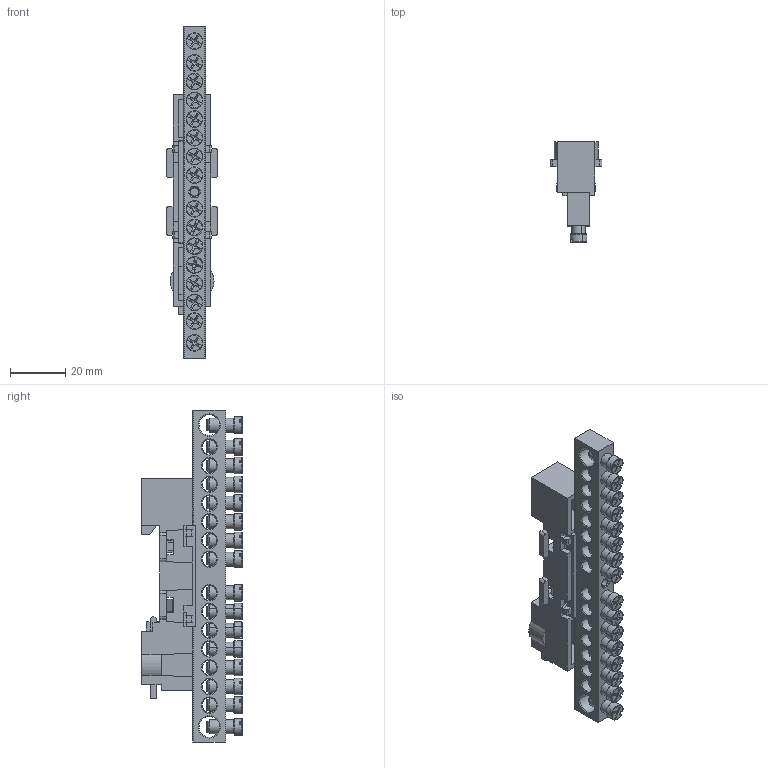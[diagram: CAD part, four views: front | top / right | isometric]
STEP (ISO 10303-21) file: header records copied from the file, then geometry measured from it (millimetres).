
FILE_DESCRIPTION (( 'STEP AP214' ), '1' );
FILE_NAME ('KSN-8 8õ12-16.STEP', '2023-11-22T08:33:15', ( '' ), ( '' ), 'SwSTEP 2.0', 'SolidWorks 2022', '' );
FILE_SCHEMA (( 'AUTOMOTIVE_DESIGN' ));
Length unit declared in the file: millimetre
Products named in the file (8): Подставка универсалM1_Каталог_2016_100А; KSN-8 8х12-16; Винт М5х10_20140212; UHBT-4-8x12.16.01; защелка UH_каталог; UHBT-4-8x12.16.00; SHBT-01 02 8х12; Винт М4х8
Assembly tree (22 placements, depth 3):
  KSN-8 8х12-16
    Подставка универсалM1_Каталог_2016_100А
    защелка UH_каталог
    SHBT-01 02 8х12
    Винт М4х8
    UHBT-4-8x12.16.00
      UHBT-4-8x12.16.01
      Винт М5х10_20140212  x16
Bounding box: 18.8 x 36.6 x 120.6 mm (x, y, z)
Volume: 20520.5 mm3; surface area: 21926.1 mm2
Topology: 21 solids, 21 shells, 1352 faces, 3720 edges, 2377 vertices
Faces by surface type: plane 723, cone 253, cylinder 226, torus 148, bspline 2
Entity records: 21349 total; most frequent: CARTESIAN_POINT 4709, ORIENTED_EDGE 3416, DIRECTION 3205, EDGE_CURVE 1708, VECTOR 1129, LINE 1129, VERTEX_POINT 1102, AXIS2_PLACEMENT_3D 1038
